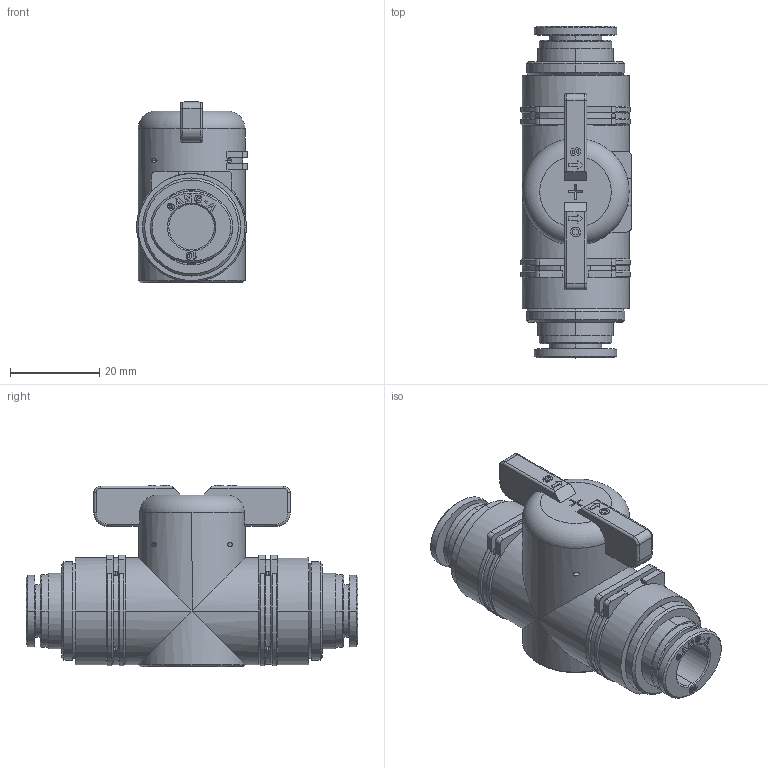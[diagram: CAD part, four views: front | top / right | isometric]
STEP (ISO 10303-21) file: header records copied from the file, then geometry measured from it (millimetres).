
FILE_DESCRIPTION((''),'2;1');
FILE_NAME('GBUC601010-mdt.stp','2017-07-10T19:08:42',(''),(''),'Mechanical Desktop 2009','Mechanical Desktop 2009',', , ');
FILE_SCHEMA(('CONFIG_CONTROL_DESIGN'));
Length unit declared in the file: millimetre
Products named in the file (4): GBUC601010-MDTA; GBUC601010-MDT; BOLT-M3; HA
Assembly tree (3 placements, depth 2):
  GBUC601010-MDTA
    GBUC601010-MDT
    BOLT-M3
    HA
Bounding box: 24.8 x 74.4 x 40.7 mm (x, y, z)
Volume: 35136 mm3; surface area: 10582.2 mm2
Topology: 1 solids, 3 shells, 1140 faces, 3192 edges, 2107 vertices
Faces by surface type: plane 967, cylinder 111, cone 36, bspline 16, torus 10
Entity records: 38023 total; most frequent: CARTESIAN_POINT 8593, ORIENTED_EDGE 6380, DIRECTION 5576, EDGE_CURVE 3190, VECTOR 2848, LINE 2848, VERTEX_POINT 2107, AXIS2_PLACEMENT_3D 1364
